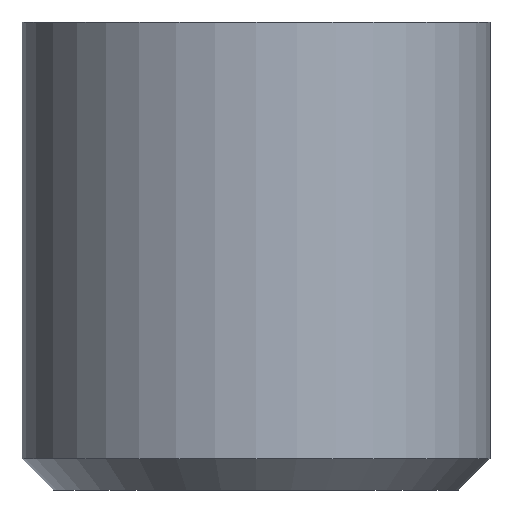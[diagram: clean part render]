
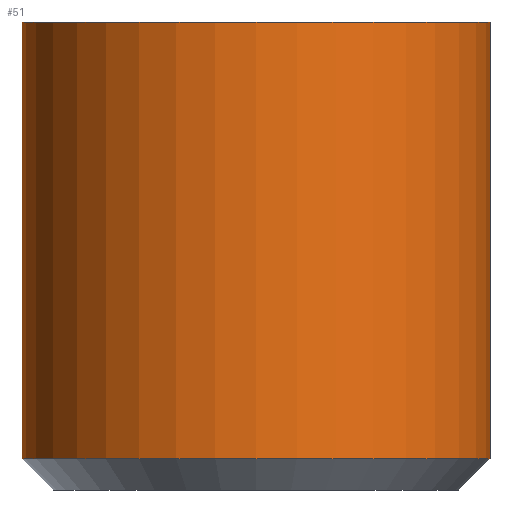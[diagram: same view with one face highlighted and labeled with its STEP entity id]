
A CAD part, front view. The second image highlights one B-rep face of the part: STEP entity #51.
In plain terms, the highlighted cylindrical face has radius 7.5 mm (diameter 15 mm), a partial arc.
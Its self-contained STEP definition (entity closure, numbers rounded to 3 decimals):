
#5 = EDGE_CURVE ( 'NONE', #132, #79, #214, .T. ) ;
#25 = VECTOR ( 'NONE', #265, 1000. ) ;
#28 = CARTESIAN_POINT ( 'NONE',  ( 0., 0., 1. ) ) ;
#34 = DIRECTION ( 'NONE',  ( 0., 0., 1. ) ) ;
#51 = ADVANCED_FACE ( 'NONE', ( #147 ), #203, .T. ) ;
#59 = VECTOR ( 'NONE', #274, 1000. ) ;
#64 = DIRECTION ( 'NONE',  ( 0., 0., 1. ) ) ;
#70 = DIRECTION ( 'NONE',  ( 1., 0., 0. ) ) ;
#78 = ORIENTED_EDGE ( 'NONE', *, *, #334, .F. ) ;
#79 = VERTEX_POINT ( 'NONE', #348 ) ;
#87 = CARTESIAN_POINT ( 'NONE',  ( 7.5, 0., 1. ) ) ;
#88 = DIRECTION ( 'NONE',  ( 1., 0., 0. ) ) ;
#95 = DIRECTION ( 'NONE',  ( 0., 0., -1. ) ) ;
#102 = CARTESIAN_POINT ( 'NONE',  ( 7.5, 0., 15. ) ) ;
#108 = LINE ( 'NONE', #145, #25 ) ;
#111 = CIRCLE ( 'NONE', #169, 7.5 ) ;
#132 = VERTEX_POINT ( 'NONE', #379 ) ;
#140 = ORIENTED_EDGE ( 'NONE', *, *, #210, .T. ) ;
#141 = AXIS2_PLACEMENT_3D ( 'NONE', #278, #34, #70 ) ;
#145 = CARTESIAN_POINT ( 'NONE',  ( -7.5, 0., 15. ) ) ;
#147 = FACE_OUTER_BOUND ( 'NONE', #285, .T. ) ;
#169 = AXIS2_PLACEMENT_3D ( 'NONE', #28, #64, #88 ) ;
#172 = CARTESIAN_POINT ( 'NONE',  ( -7.5, 0., 1. ) ) ;
#203 = CYLINDRICAL_SURFACE ( 'NONE', #239, 7.5 ) ;
#210 = EDGE_CURVE ( 'NONE', #271, #256, #111, .T. ) ;
#214 = CIRCLE ( 'NONE', #141, 7.5 ) ;
#239 = AXIS2_PLACEMENT_3D ( 'NONE', #333, #95, #307 ) ;
#249 = EDGE_CURVE ( 'NONE', #132, #271, #108, .T. ) ;
#256 = VERTEX_POINT ( 'NONE', #87 ) ;
#265 = DIRECTION ( 'NONE',  ( 0., 0., -1. ) ) ;
#271 = VERTEX_POINT ( 'NONE', #172 ) ;
#274 = DIRECTION ( 'NONE',  ( 0., 0., -1. ) ) ;
#278 = CARTESIAN_POINT ( 'NONE',  ( 0., 0., 15. ) ) ;
#285 = EDGE_LOOP ( 'NONE', ( #78, #353, #374, #140 ) ) ;
#297 = LINE ( 'NONE', #102, #59 ) ;
#307 = DIRECTION ( 'NONE',  ( -1., 0., 0. ) ) ;
#333 = CARTESIAN_POINT ( 'NONE',  ( 0., 0., 15. ) ) ;
#334 = EDGE_CURVE ( 'NONE', #79, #256, #297, .T. ) ;
#348 = CARTESIAN_POINT ( 'NONE',  ( 7.5, 0., 15. ) ) ;
#353 = ORIENTED_EDGE ( 'NONE', *, *, #5, .F. ) ;
#374 = ORIENTED_EDGE ( 'NONE', *, *, #249, .T. ) ;
#379 = CARTESIAN_POINT ( 'NONE',  ( -7.5, 0., 15. ) ) ;
